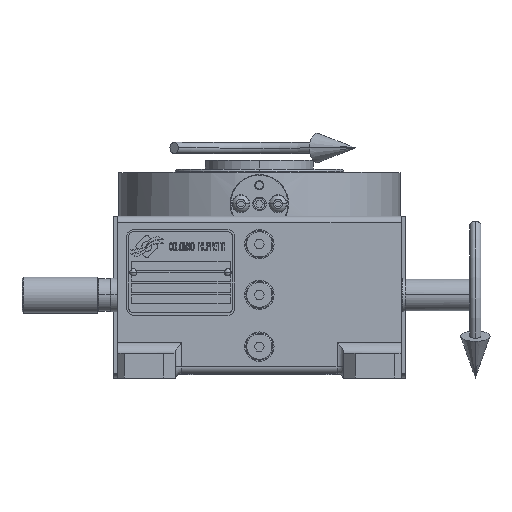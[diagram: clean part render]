
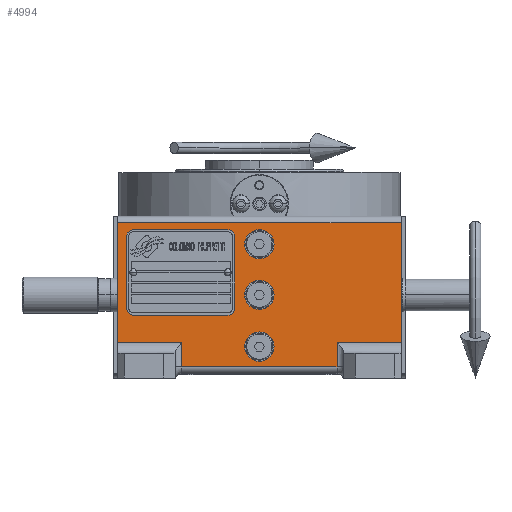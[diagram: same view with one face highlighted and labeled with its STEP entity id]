
A CAD part, top view. The second image highlights one B-rep face of the part: STEP entity #4994.
In plain terms, the highlighted planar face has unit normal (0, 0, 1).
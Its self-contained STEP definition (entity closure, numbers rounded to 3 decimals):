
#31 = DIRECTION ( 'NONE',  ( 0., 0., 1. ) ) ;
#1307 = VERTEX_POINT ( 'NONE', #52960 ) ;
#2508 = AXIS2_PLACEMENT_3D ( 'NONE', #55516, #50101, #39217 ) ;
#3443 = AXIS2_PLACEMENT_3D ( 'NONE', #44645, #6197, #45361 ) ;
#3482 = VERTEX_POINT ( 'NONE', #14408 ) ;
#3724 = ORIENTED_EDGE ( 'NONE', *, *, #9720, .F. ) ;
#4485 = CARTESIAN_POINT ( 'NONE',  ( -34.5, -21., 85. ) ) ;
#4626 = VERTEX_POINT ( 'NONE', #70969 ) ;
#4994 = ADVANCED_FACE ( 'NONE', ( #62956, #68754, #56771, #24541 ), #7126, .T. ) ;
#6011 = AXIS2_PLACEMENT_3D ( 'NONE', #38682, #48868, #55352 ) ;
#6019 = ORIENTED_EDGE ( 'NONE', *, *, #42225, .F. ) ;
#6197 = DIRECTION ( 'NONE',  ( 0., 0., 1. ) ) ;
#7126 = PLANE ( 'NONE',  #17078 ) ;
#7326 = ORIENTED_EDGE ( 'NONE', *, *, #31340, .F. ) ;
#7735 = CARTESIAN_POINT ( 'NONE',  ( -34.5, -21., 85. ) ) ;
#9720 = EDGE_CURVE ( 'NONE', #35387, #23228, #54438, .T. ) ;
#10013 = DIRECTION ( 'NONE',  ( 1., 0., 0. ) ) ;
#10026 = VERTEX_POINT ( 'NONE', #63111 ) ;
#11608 = CARTESIAN_POINT ( 'NONE',  ( 0., 29., 85. ) ) ;
#12101 = DIRECTION ( 'NONE',  ( 0., -1., 0. ) ) ;
#13741 = ORIENTED_EDGE ( 'NONE', *, *, #69229, .F. ) ;
#13875 = CARTESIAN_POINT ( 'NONE',  ( 63., 32., 85. ) ) ;
#14115 = CIRCLE ( 'NONE', #61588, 6.5 ) ;
#14408 = CARTESIAN_POINT ( 'NONE',  ( 0., 16., 85. ) ) ;
#14716 = CARTESIAN_POINT ( 'NONE',  ( 0., 6.5, 85. ) ) ;
#15520 = VERTEX_POINT ( 'NONE', #57455 ) ;
#15546 = VERTEX_POINT ( 'NONE', #14716 ) ;
#17078 = AXIS2_PLACEMENT_3D ( 'NONE', #35367, #30323, #57482 ) ;
#17518 = VERTEX_POINT ( 'NONE', #11608 ) ;
#17657 = CARTESIAN_POINT ( 'NONE',  ( 63., -21., 85. ) ) ;
#18265 = ORIENTED_EDGE ( 'NONE', *, *, #62983, .T. ) ;
#19946 = ORIENTED_EDGE ( 'NONE', *, *, #45868, .T. ) ;
#20861 = CARTESIAN_POINT ( 'NONE',  ( 0., -23., 85. ) ) ;
#20867 = CARTESIAN_POINT ( 'NONE',  ( 0., -6.5, 85. ) ) ;
#22357 = LINE ( 'NONE', #27074, #31848 ) ;
#22813 = LINE ( 'NONE', #44918, #62484 ) ;
#23228 = VERTEX_POINT ( 'NONE', #13875 ) ;
#24541 = FACE_OUTER_BOUND ( 'NONE', #64128, .T. ) ;
#26213 = EDGE_LOOP ( 'NONE', ( #57960, #54671 ) ) ;
#26585 = DIRECTION ( 'NONE',  ( 1., 0., 0. ) ) ;
#26813 = VECTOR ( 'NONE', #26585, 1000. ) ;
#27074 = CARTESIAN_POINT ( 'NONE',  ( -63., -21., 85. ) ) ;
#27426 = DIRECTION ( 'NONE',  ( 0., 1., 0. ) ) ;
#27503 = EDGE_LOOP ( 'NONE', ( #71547, #30719 ) ) ;
#27587 = CARTESIAN_POINT ( 'NONE',  ( 0., 22.5, 85. ) ) ;
#27936 = ORIENTED_EDGE ( 'NONE', *, *, #45437, .F. ) ;
#29178 = VERTEX_POINT ( 'NONE', #67068 ) ;
#29723 = DIRECTION ( 'NONE',  ( 0., -1., 0. ) ) ;
#30323 = DIRECTION ( 'NONE',  ( 0., 0., 1. ) ) ;
#30719 = ORIENTED_EDGE ( 'NONE', *, *, #40005, .F. ) ;
#31000 = DIRECTION ( 'NONE',  ( 0., 1., 0. ) ) ;
#31340 = EDGE_CURVE ( 'NONE', #1307, #35387, #22357, .T. ) ;
#31848 = VECTOR ( 'NONE', #27426, 1000. ) ;
#32328 = CIRCLE ( 'NONE', #3443, 6.5 ) ;
#32433 = CIRCLE ( 'NONE', #57893, 6.5 ) ;
#32823 = LINE ( 'NONE', #60021, #60039 ) ;
#34397 = CARTESIAN_POINT ( 'NONE',  ( 0., 0., 85. ) ) ;
#34573 = CARTESIAN_POINT ( 'NONE',  ( 34.5, -32., 85. ) ) ;
#34761 = DIRECTION ( 'NONE',  ( 0., 0., 1. ) ) ;
#35262 = LINE ( 'NONE', #7735, #44977 ) ;
#35367 = CARTESIAN_POINT ( 'NONE',  ( -65., -37., 85. ) ) ;
#35387 = VERTEX_POINT ( 'NONE', #37462 ) ;
#36969 = EDGE_CURVE ( 'NONE', #62296, #67557, #32823, .T. ) ;
#37248 = CIRCLE ( 'NONE', #6011, 6.5 ) ;
#37462 = CARTESIAN_POINT ( 'NONE',  ( -63., 32., 85. ) ) ;
#37463 = VECTOR ( 'NONE', #64683, 1000. ) ;
#38682 = CARTESIAN_POINT ( 'NONE',  ( 0., 22.5, 85. ) ) ;
#39011 = EDGE_CURVE ( 'NONE', #29178, #15520, #32328, .T. ) ;
#39217 = DIRECTION ( 'NONE',  ( 0., 1., 0. ) ) ;
#40005 = EDGE_CURVE ( 'NONE', #15520, #29178, #32433, .T. ) ;
#40425 = EDGE_CURVE ( 'NONE', #67557, #10026, #70384, .T. ) ;
#40547 = EDGE_LOOP ( 'NONE', ( #48251, #6019 ) ) ;
#41347 = EDGE_CURVE ( 'NONE', #15546, #45614, #70801, .T. ) ;
#41427 = CARTESIAN_POINT ( 'NONE',  ( -34.5, -32., 85. ) ) ;
#42225 = EDGE_CURVE ( 'NONE', #17518, #3482, #37248, .T. ) ;
#42493 = CARTESIAN_POINT ( 'NONE',  ( 34.5, -32., 85. ) ) ;
#42581 = LINE ( 'NONE', #4485, #37463 ) ;
#44645 = CARTESIAN_POINT ( 'NONE',  ( 0., -23., 85. ) ) ;
#44918 = CARTESIAN_POINT ( 'NONE',  ( 63., -21., 85. ) ) ;
#44977 = VECTOR ( 'NONE', #12101, 1000. ) ;
#45361 = DIRECTION ( 'NONE',  ( 0., -1., 0. ) ) ;
#45437 = EDGE_CURVE ( 'NONE', #4626, #10026, #56400, .T. ) ;
#45614 = VERTEX_POINT ( 'NONE', #20867 ) ;
#45868 = EDGE_CURVE ( 'NONE', #63077, #62296, #35262, .T. ) ;
#47340 = DIRECTION ( 'NONE',  ( -1., 0., 0. ) ) ;
#48251 = ORIENTED_EDGE ( 'NONE', *, *, #57819, .F. ) ;
#48710 = VECTOR ( 'NONE', #64600, 1000. ) ;
#48868 = DIRECTION ( 'NONE',  ( 0., 0., 1. ) ) ;
#50101 = DIRECTION ( 'NONE',  ( 0., 0., 1. ) ) ;
#52960 = CARTESIAN_POINT ( 'NONE',  ( -63., -21., 85. ) ) ;
#53229 = EDGE_CURVE ( 'NONE', #45614, #15546, #14115, .T. ) ;
#53745 = CARTESIAN_POINT ( 'NONE',  ( -63., 32., 85. ) ) ;
#54030 = DIRECTION ( 'NONE',  ( 0., -1., 0. ) ) ;
#54438 = LINE ( 'NONE', #53745, #26813 ) ;
#54671 = ORIENTED_EDGE ( 'NONE', *, *, #41347, .F. ) ;
#55303 = VECTOR ( 'NONE', #47340, 1000. ) ;
#55352 = DIRECTION ( 'NONE',  ( 0., 1., 0. ) ) ;
#55516 = CARTESIAN_POINT ( 'NONE',  ( 0., 0., 85. ) ) ;
#56400 = LINE ( 'NONE', #17657, #55303 ) ;
#56771 = FACE_BOUND ( 'NONE', #27503, .T. ) ;
#57455 = CARTESIAN_POINT ( 'NONE',  ( 0., -16.5, 85. ) ) ;
#57482 = DIRECTION ( 'NONE',  ( 1., 0., 0. ) ) ;
#57819 = EDGE_CURVE ( 'NONE', #3482, #17518, #59540, .T. ) ;
#57839 = ORIENTED_EDGE ( 'NONE', *, *, #40425, .T. ) ;
#57893 = AXIS2_PLACEMENT_3D ( 'NONE', #20861, #64717, #31000 ) ;
#57960 = ORIENTED_EDGE ( 'NONE', *, *, #53229, .F. ) ;
#58814 = ORIENTED_EDGE ( 'NONE', *, *, #36969, .T. ) ;
#59540 = CIRCLE ( 'NONE', #66502, 6.5 ) ;
#60021 = CARTESIAN_POINT ( 'NONE',  ( -34.5, -32., 85. ) ) ;
#60039 = VECTOR ( 'NONE', #10013, 1000. ) ;
#60504 = DIRECTION ( 'NONE',  ( 0., 1., 0. ) ) ;
#61588 = AXIS2_PLACEMENT_3D ( 'NONE', #34397, #34761, #29723 ) ;
#62296 = VERTEX_POINT ( 'NONE', #41427 ) ;
#62484 = VECTOR ( 'NONE', #60504, 1000. ) ;
#62956 = FACE_BOUND ( 'NONE', #40547, .T. ) ;
#62983 = EDGE_CURVE ( 'NONE', #4626, #23228, #22813, .T. ) ;
#63077 = VERTEX_POINT ( 'NONE', #67735 ) ;
#63111 = CARTESIAN_POINT ( 'NONE',  ( 34.5, -21., 85. ) ) ;
#64128 = EDGE_LOOP ( 'NONE', ( #27936, #18265, #3724, #7326, #13741, #19946, #58814, #57839 ) ) ;
#64600 = DIRECTION ( 'NONE',  ( 0., 1., 0. ) ) ;
#64683 = DIRECTION ( 'NONE',  ( -1., 0., 0. ) ) ;
#64717 = DIRECTION ( 'NONE',  ( 0., 0., 1. ) ) ;
#66502 = AXIS2_PLACEMENT_3D ( 'NONE', #27587, #31, #54030 ) ;
#67068 = CARTESIAN_POINT ( 'NONE',  ( 0., -29.5, 85. ) ) ;
#67557 = VERTEX_POINT ( 'NONE', #34573 ) ;
#67735 = CARTESIAN_POINT ( 'NONE',  ( -34.5, -21., 85. ) ) ;
#68754 = FACE_BOUND ( 'NONE', #26213, .T. ) ;
#69229 = EDGE_CURVE ( 'NONE', #63077, #1307, #42581, .T. ) ;
#70384 = LINE ( 'NONE', #42493, #48710 ) ;
#70801 = CIRCLE ( 'NONE', #2508, 6.5 ) ;
#70969 = CARTESIAN_POINT ( 'NONE',  ( 63., -21., 85. ) ) ;
#71547 = ORIENTED_EDGE ( 'NONE', *, *, #39011, .F. ) ;
